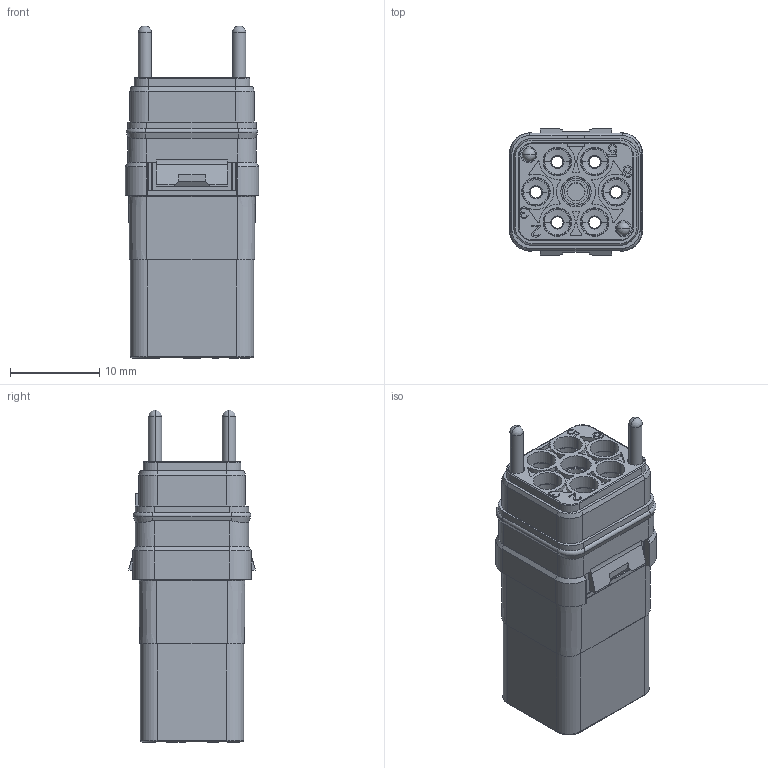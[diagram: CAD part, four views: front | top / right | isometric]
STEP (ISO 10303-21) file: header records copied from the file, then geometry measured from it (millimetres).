
FILE_DESCRIPTION((''),'2;1');
FILE_NAME('SIMEO06LUPC','2020-01-10T',('presta_be4'),(''),'CREO PARAMETRIC BY PTC INC, 2018360','CREO PARAMETRIC BY PTC INC, 2018360','');
FILE_SCHEMA(('CONFIG_CONTROL_DESIGN'));
Length unit declared in the file: millimetre
Products named in the file (1): SIMEO06LUPC
Bounding box: 15 x 14.15 x 37.28 mm (x, y, z)
Volume: 3382.9 mm3; surface area: 5358.6 mm2
Topology: 1 solids, 1 shells, 1457 faces, 3893 edges, 2466 vertices
Faces by surface type: plane 813, cylinder 310, torus 174, cone 156, sphere 4
Entity records: 45545 total; most frequent: CARTESIAN_POINT 8294, DIRECTION 7937, ORIENTED_EDGE 7778, EDGE_CURVE 3889, AXIS2_PLACEMENT_3D 2663, VECTOR 2611, LINE 2611, VERTEX_POINT 2466
